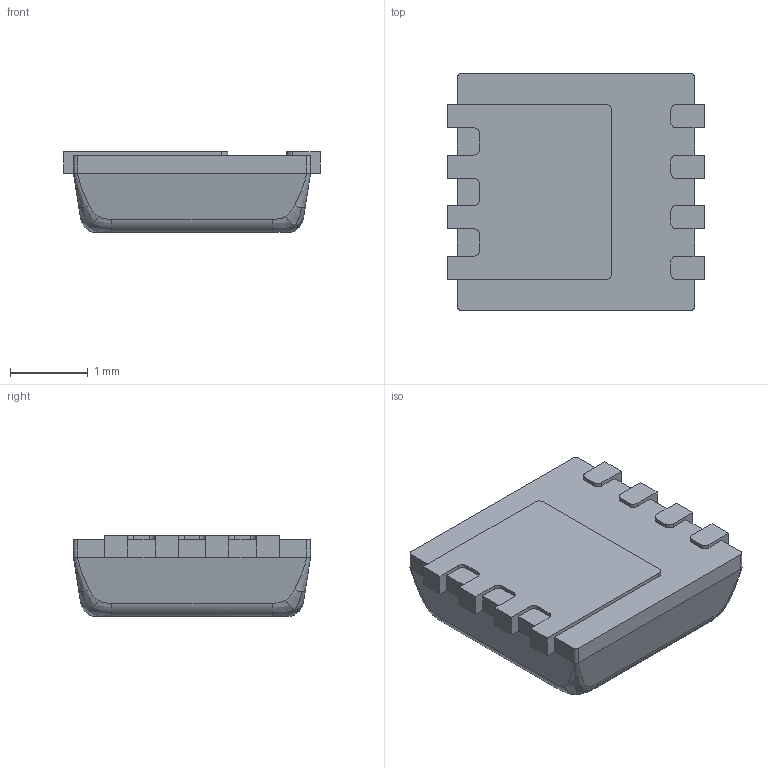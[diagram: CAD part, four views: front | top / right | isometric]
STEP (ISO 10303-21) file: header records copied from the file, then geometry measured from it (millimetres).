
FILE_DESCRIPTION (( 'STEP AP203' ), '1' );
FILE_NAME ('User Library-POWERPAK 1212-8SWLH.STEP', '2020-09-22T10:30:54', ( '' ), ( '' ), 'SwSTEP 2.0', 'SolidWorks 2020', '' );
FILE_SCHEMA (( 'CONFIG_CONTROL_DESIGN' ));
Length unit declared in the file: millimetre
Products named in the file (7): 2; Boss-Extrude6; Boss-Extrude5; Boss-Extrude2; Imported3; User Library-POWERPAK 1212-8SWLH; Boss-Extrude3
Assembly tree (6 placements, depth 2):
  User Library-POWERPAK 1212-8SWLH
    2
    Boss-Extrude2
    Boss-Extrude3
    Boss-Extrude6
    Boss-Extrude5
    Imported3
Bounding box: 3.3 x 3.05 x 1.04 mm (x, y, z)
Volume: 8.9 mm3; surface area: 44.7 mm2
Topology: 6 solids, 6 shells, 238 faces, 615 edges, 398 vertices
Faces by surface type: plane 153, bspline 43, cylinder 42
Entity records: 9369 total; most frequent: CARTESIAN_POINT 3083, ORIENTED_EDGE 1230, DIRECTION 1007, EDGE_CURVE 615, LINE 429, VECTOR 429, VERTEX_POINT 398, AXIS2_PLACEMENT_3D 289
